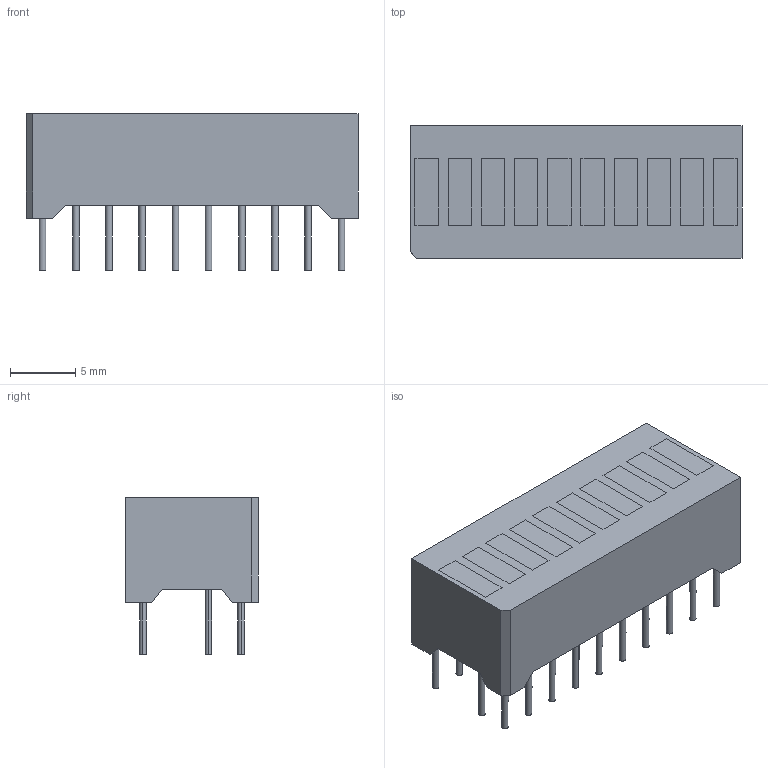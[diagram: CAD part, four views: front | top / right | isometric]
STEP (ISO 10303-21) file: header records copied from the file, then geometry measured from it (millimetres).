
FILE_DESCRIPTION (( 'STEP AP214' ), '1' );
FILE_NAME ('DC10(bi-color).STEP', '2015-04-02T15:46:14', ( 'admin' ), ( '' ), 'SwSTEP 2.0', 'SolidWorks 2012', '' );
FILE_SCHEMA (( 'AUTOMOTIVE_DESIGN' ));
Length unit declared in the file: millimetre
Products named in the file (1): DC10(bi-color)
Bounding box: 25.4 x 10.16 x 12 mm (x, y, z)
Surface area: 1808.7 mm2 (no closed solid volume)
Topology: 0 solids, 101 shells, 258 faces, 658 edges, 532 vertices
Faces by surface type: plane 198, cylinder 60
Entity records: 9518 total; most frequent: CARTESIAN_POINT 1464, DIRECTION 1281, ORIENTED_EDGE 996, EDGE_CURVE 658, VERTEX_POINT 532, VECTOR 523, LINE 523, AXIS2_PLACEMENT_3D 379
